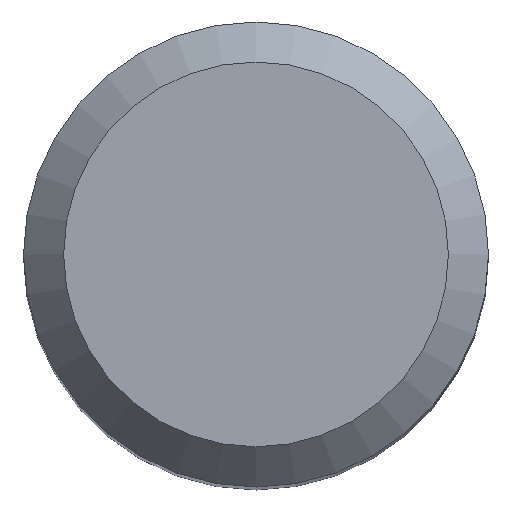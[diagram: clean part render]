
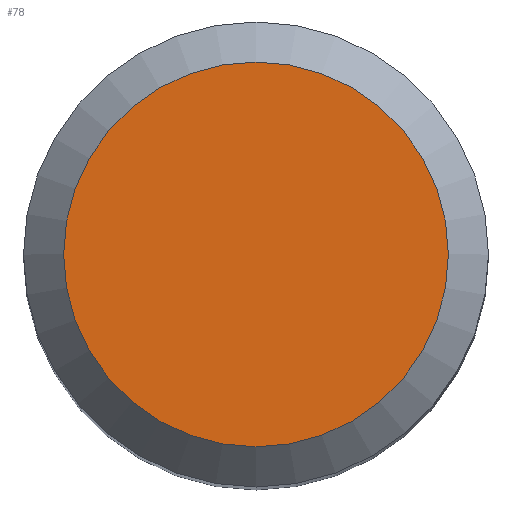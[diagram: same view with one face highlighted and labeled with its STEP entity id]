
A CAD part, top view. The second image highlights one B-rep face of the part: STEP entity #78.
In plain terms, the highlighted planar face has unit normal (0, 0, 1).
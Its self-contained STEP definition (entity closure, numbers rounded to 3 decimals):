
#78=ADVANCED_FACE('',(#100),#93,.F.);
#93=PLANE('',#221);
#100=FACE_OUTER_BOUND('',#104,.T.);
#104=EDGE_LOOP('',(#130));
#130=ORIENTED_EDGE('',*,*,#169,.F.);
#156=VERTEX_POINT('',#318);
#169=EDGE_CURVE('',#156,#156,#182,.T.);
#182=CIRCLE('',#220,4.965);
#220=AXIS2_PLACEMENT_3D('',#317,#258,#259);
#221=AXIS2_PLACEMENT_3D('',#319,#260,#261);
#258=DIRECTION('',(0.,0.,-1.));
#259=DIRECTION('',(-1.,0.,0.));
#260=DIRECTION('',(0.,0.,-1.));
#261=DIRECTION('',(-1.,0.,0.));
#317=CARTESIAN_POINT('',(0.,0.,45.));
#318=CARTESIAN_POINT('',(-4.965,0.,45.));
#319=CARTESIAN_POINT('',(0.,0.,45.));
